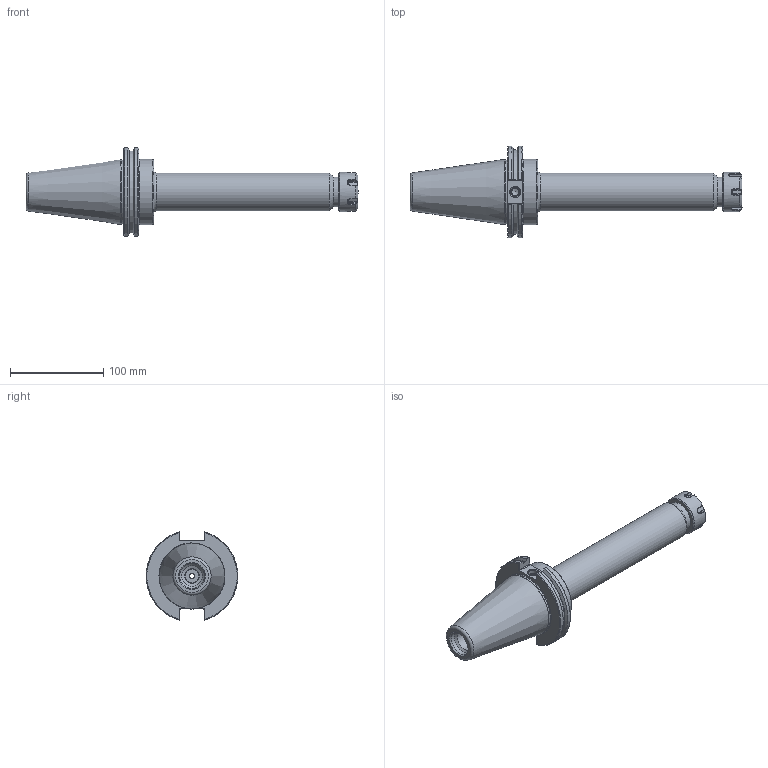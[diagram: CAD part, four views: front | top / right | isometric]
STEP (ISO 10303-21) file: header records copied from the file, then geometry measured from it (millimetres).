
FILE_DESCRIPTION(/* description */ ('ER COLLET CHUCK'),/* implementation_level */ '2;1');
FILE_NAME(/* name */ 'C50-25ERF1000.stp',/* time_stamp */ '2017-01-23T11:12:28-05:00',/* author */ ('davhar'),/* organization */ (''),/* preprocessor_version */ 'ST-DEVELOPER v16.1',/* originating_system */ 'Autodesk Inventor 2016',/* authorisation */ '34.7 in^3');
FILE_SCHEMA (('AUTOMOTIVE_DESIGN { 1 0 10303 214 3 1 1 }'));
Length unit declared in the file: inch
Products named in the file (4): C50-25ER10-1; 25ERN; BS-11; C50-25ERF1000
Assembly tree (3 placements, depth 2):
  C50-25ERF1000
    C50-25ER10-1
    25ERN
    BS-11
Bounding box: 355.6 x 98.06 x 94.71 mm (x, y, z)
Volume: 584473.3 mm3; surface area: 94543 mm2
Topology: 3 solids, 3 shells, 181 faces, 451 edges, 281 vertices
Faces by surface type: plane 72, cylinder 48, cone 38, torus 17, bspline 6
Full cylindrical faces by diameter (mm): 7.112 x1, 8.001 x1, 10.135 x1, 15.113 x2, 15.748 x1, 17.297 x1, 18.034 x1, 20.32 x1, 21.958 x1, 21.971 x1, 26.365 x1, 30.5 x1, 32 x1, 32.88 x1, 40.513 x1, 42 x1, 69.342 x1, 69.85 x1
Entity records: 6205 total; most frequent: CARTESIAN_POINT 2195, ORIENTED_EDGE 786, DIRECTION 766, EDGE_CURVE 393, AXIS2_PLACEMENT_3D 315, VERTEX_POINT 271, EDGE_LOOP 240, FACE_OUTER_BOUND 181
